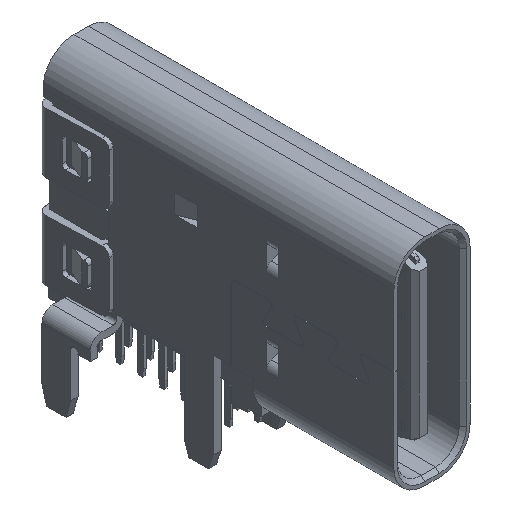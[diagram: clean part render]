
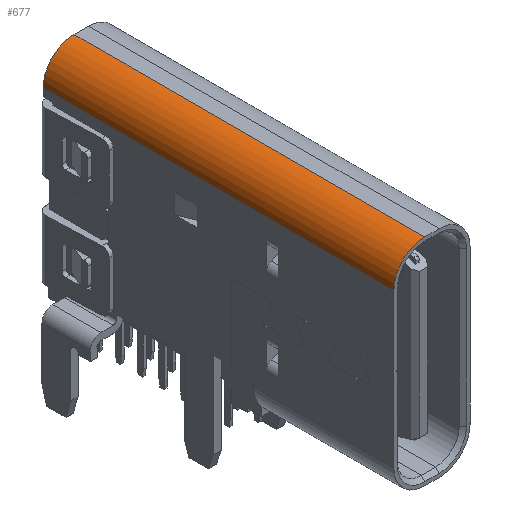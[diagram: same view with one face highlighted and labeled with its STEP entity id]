
A CAD part, isometric view. The second image highlights one B-rep face of the part: STEP entity #677.
In plain terms, the highlighted cylindrical face has radius 1.28 mm (diameter 2.56 mm), a partial arc.
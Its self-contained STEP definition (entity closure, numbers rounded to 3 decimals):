
#256=CYLINDRICAL_SURFACE('',#12885,1.28);
#677=ADVANCED_FACE('',(#1778),#256,.T.);
#1778=FACE_OUTER_BOUND('',#2395,.T.);
#2395=EDGE_LOOP('',(#4735,#4736,#4737,#4738));
#2825=CIRCLE('',#12883,1.28);
#2826=CIRCLE('',#12884,1.28);
#4735=ORIENTED_EDGE('',*,*,#8815,.T.);
#4736=ORIENTED_EDGE('',*,*,#8614,.F.);
#4737=ORIENTED_EDGE('',*,*,#8816,.T.);
#4738=ORIENTED_EDGE('',*,*,#8817,.F.);
#7177=VERTEX_POINT('',#18526);
#7178=VERTEX_POINT('',#18528);
#7299=VERTEX_POINT('',#18993);
#7300=VERTEX_POINT('',#18995);
#8614=EDGE_CURVE('',#7177,#7178,#10272,.T.);
#8815=EDGE_CURVE('',#7299,#7178,#2825,.T.);
#8816=EDGE_CURVE('',#7177,#7300,#2826,.T.);
#8817=EDGE_CURVE('',#7299,#7300,#10402,.T.);
#10272=LINE('',#18527,#11732);
#10402=LINE('',#18996,#11865);
#11732=VECTOR('',#14884,1.);
#11865=VECTOR('',#15273,1.);
#12883=AXIS2_PLACEMENT_3D('',#18992,#15269,#15270);
#12884=AXIS2_PLACEMENT_3D('',#18994,#15271,#15272);
#12885=AXIS2_PLACEMENT_3D('',#18997,#15274,#15275);
#14884=DIRECTION('',(0.,-1.,0.));
#15269=DIRECTION('',(0.,1.,0.));
#15270=DIRECTION('',(-1.,0.,0.));
#15271=DIRECTION('',(0.,-1.,0.));
#15272=DIRECTION('',(0.,0.,1.));
#15273=DIRECTION('',(0.,1.,0.));
#15274=DIRECTION('',(0.,1.,0.));
#15275=DIRECTION('',(0.,0.,1.));
#18526=CARTESIAN_POINT('',(-0.475,14.2,4.47));
#18527=CARTESIAN_POINT('',(-0.475,14.2,4.47));
#18528=CARTESIAN_POINT('',(-0.475,-0.35,4.47));
#18992=CARTESIAN_POINT('',(-0.475,-0.35,3.19));
#18993=CARTESIAN_POINT('',(-1.755,-0.35,3.19));
#18994=CARTESIAN_POINT('',(-0.475,14.2,3.19));
#18995=CARTESIAN_POINT('',(-1.755,14.2,3.19));
#18996=CARTESIAN_POINT('',(-1.755,-0.35,3.19));
#18997=CARTESIAN_POINT('',(-0.475,-0.641,3.19));
